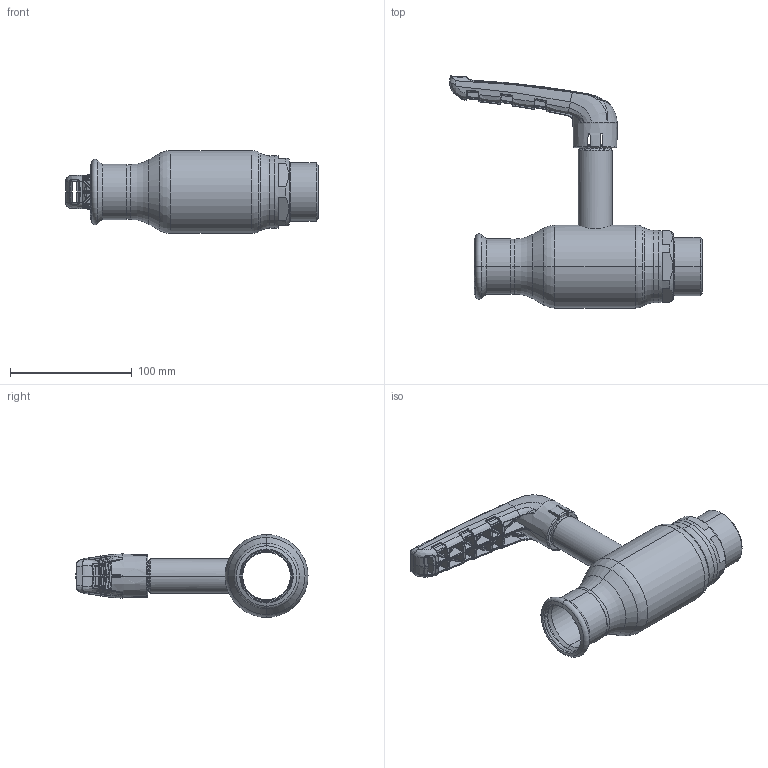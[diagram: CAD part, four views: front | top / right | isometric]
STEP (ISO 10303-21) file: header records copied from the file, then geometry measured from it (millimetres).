
FILE_DESCRIPTION (( 'STEP AP214' ), '1' );
FILE_NAME ('1040001201-xxxx.step', '2019-05-07T12:45:24', ( '' ), ( '' ), 'SwSTEP 2.0', 'SolidWorks 2017', '' );
FILE_SCHEMA (( 'AUTOMOTIVE_DESIGN' ));
Length unit declared in the file: millimetre
Products named in the file (1): 1040001201-xxxx
Bounding box: 207.35 x 190.31 x 68 mm (x, y, z)
Surface area: 77418 mm2 (no closed solid volume)
Topology: 0 solids, 11 shells, 756 faces, 2659 edges, 1760 vertices
Faces by surface type: bspline 621, plane 54, cone 28, cylinder 26, torus 21, sphere 6
Entity records: 59056 total; most frequent: CARTESIAN_POINT 34432, ORIENTED_EDGE 4072, EDGE_CURVE 2641, B_SPLINE_CURVE_WITH_KNOTS 1875, VERTEX_POINT 1758, DIRECTION 1631, EDGE_LOOP 768, UNCERTAINTY_MEASURE_WITH_UNIT 758
